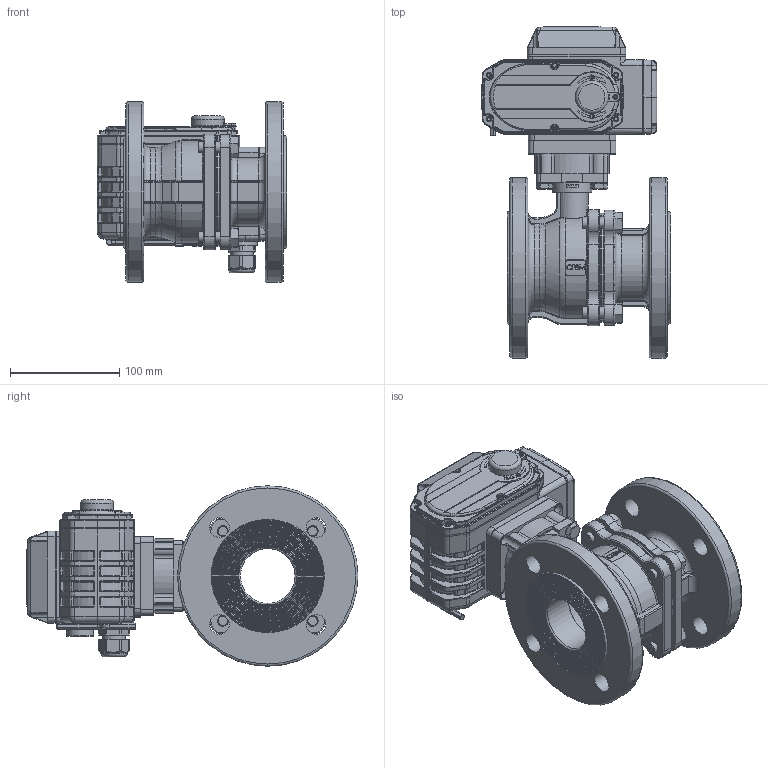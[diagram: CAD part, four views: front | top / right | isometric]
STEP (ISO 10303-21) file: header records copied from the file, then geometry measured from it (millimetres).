
FILE_DESCRIPTION(/* description */ ('Unknown'),/* implementation_level */ '2;1');
FILE_NAME(/* name */ 'AE06_070920-09',/* time_stamp */ '2022-07-11T10:27:23+02:00',/* author */ ('Unknown'),/* organization */ ('Unknown'),/* preprocessor_version */ 'ST-DEVELOPER v16.7',/* originating_system */ 'Solid Edge',/* authorisation */ 'Unknown');
FILE_SCHEMA (('AUTOMOTIVE_DESIGN {1 0 10303 214 3 1 1}'));
Products named in the file (35): AE06_070920-09; 920-09; MV-24D-FS-DN50; MV-24D-LZ-DN50; MV-24D-DD-DN50; MV-24D-FG-DN50; MV-24D-M-DN50; MV-24D-FGM-DN50; MV-24D-O-DN50; MV-24D-T(J)-DN50; MV-24D-G(J)-DN50; DIN 933 M8x22 A2-70 BLK_EDST; AE04-AE08_(AE30_AE50); Z倰眊极橾遴20170830; 驱动盖组件; 驱动盖胶垫; Z倰忒梟縐啣; NQ10-034 梓僅啣; NQ10-033 硌渀; 萇蚾裔郪璃; 萇蚾裔; NQ10-035 噩え; 萇蚾裔蝶菜; 秶郘裔郪璃; 秶郘裔; 秶郘裔蝶菜; 盄黑; 盄坶; 盄坶1; 盄坶2; NQZ-018忒雄紱釬諳裔; Z型驱动盖最新外型20170830; 假蚾啣; 薊粣ん; 忒梟
Assembly tree (41 placements, depth 4):
  AE06_070920-09
    920-09
      MV-24D-FS-DN50
      MV-24D-LZ-DN50  x4
      MV-24D-DD-DN50  x2
      MV-24D-FG-DN50
      MV-24D-M-DN50
      MV-24D-FGM-DN50
      MV-24D-O-DN50
      MV-24D-T(J)-DN50
      MV-24D-G(J)-DN50
    DIN 933 M8x22 A2-70 BLK_EDST  x4
    AE04-AE08_(AE30_AE50)
      Z倰眊极橾遴20170830
      驱动盖组件
        驱动盖胶垫
      Z倰忒梟縐啣
      NQ10-034 梓僅啣
      NQ10-033 硌渀
      萇蚾裔郪璃
        萇蚾裔
        NQ10-035 噩え
        萇蚾裔蝶菜
      秶郘裔郪璃
        秶郘裔
        秶郘裔蝶菜
      盄黑
      盄坶
        盄坶1
        盄坶2
      NQZ-018忒雄紱釬諳裔
      Z型驱动盖最新外型20170830
      假蚾啣
      薊粣ん
      忒梟
Bounding box: 173 x 303.5 x 165 mm (x, y, z)
Volume: 2100551.5 mm3; surface area: 446802.8 mm2
Topology: 35 solids, 37 shells, 3264 faces, 8129 edges, 5070 vertices
Faces by surface type: plane 1253, cylinder 1033, bspline 356, torus 346, cone 238, sphere 38
Full cylindrical faces by diameter (mm): 2.5 x2, 3.2 x2, 3.3 x22, 3.5 x1, 4 x6, 4.2 x5, 4.5 x14, 4.8 x14, 5 x15, 6.6 x2, 6.8 x8, 7 x4, 8 x5, 8.8 x4, 10 x4, 10.1 x4, 12 x4, 12.3 x1, 13 x4, 13.2 x1, 13.4 x1, 13.5 x1, 13.8 x1, 14 x1, 15 x2, 16.5 x1, 18 x10, 18.1 x1, 18.4 x2, 18.7 x1
Entity records: 119321 total; most frequent: CARTESIAN_POINT 46108, ORIENTED_EDGE 14756, DIRECTION 14710, EDGE_CURVE 7378, AXIS2_PLACEMENT_3D 5559, VERTEX_POINT 4874, FACE_BOUND 3894, EDGE_LOOP 3869
